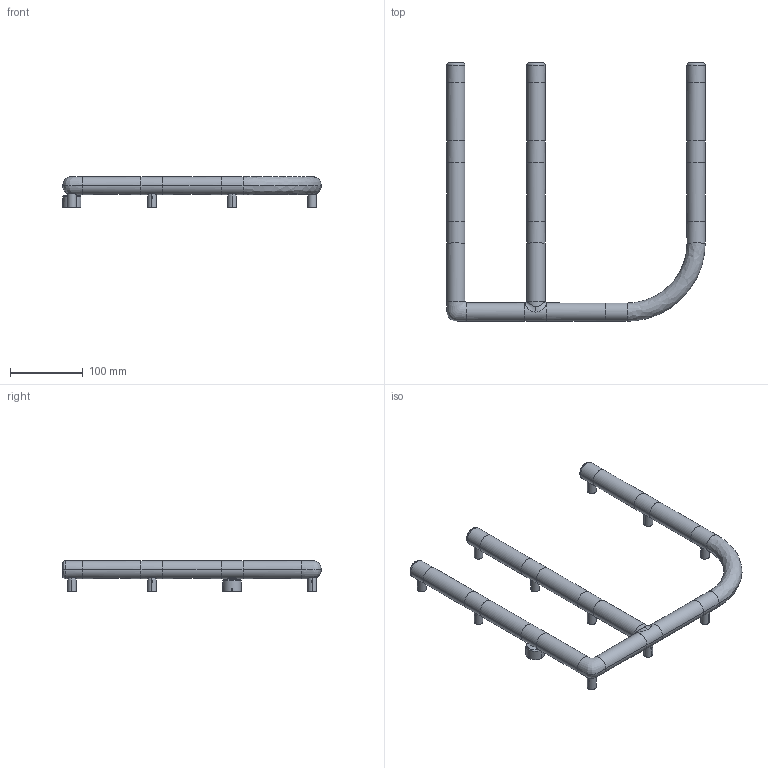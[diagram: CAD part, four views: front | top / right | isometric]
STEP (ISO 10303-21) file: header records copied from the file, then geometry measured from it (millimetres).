
FILE_DESCRIPTION(/* description */ (''),/* implementation_level */ '2;1');
FILE_NAME(/* name */ '1215W00_--A.O.L. L.M. LETTERA W',/* time_stamp */ '2024-06-06T15:29:27+02:00',/* author */ (''),/* organization */ (''),/* preprocessor_version */ 'ST-DEVELOPER v16.5',/* originating_system */ 'Rhino 7.37',/* authorisation */ '');
FILE_SCHEMA (('AUTOMOTIVE_DESIGN'));
Length unit declared in the file: millimetre
Products named in the file (1): Document
Bounding box: 354.73 x 354.73 x 42.5 mm (x, y, z)
Surface area: 117635.2 mm2 (no closed solid volume)
Topology: 0 solids, 13 shells, 400 faces, 984 edges, 612 vertices
Faces by surface type: bspline 158, cylinder 154, plane 88
Entity records: 28599 total; most frequent: CARTESIAN_POINT 19146, ORIENTED_EDGE 1860, EDGE_CURVE 984, VERTEX_POINT 612, B_SPLINE_CURVE_WITH_KNOTS 553, EDGE_LOOP 473, COLOUR_RGB 413, FILL_AREA_STYLE_COLOUR 413
